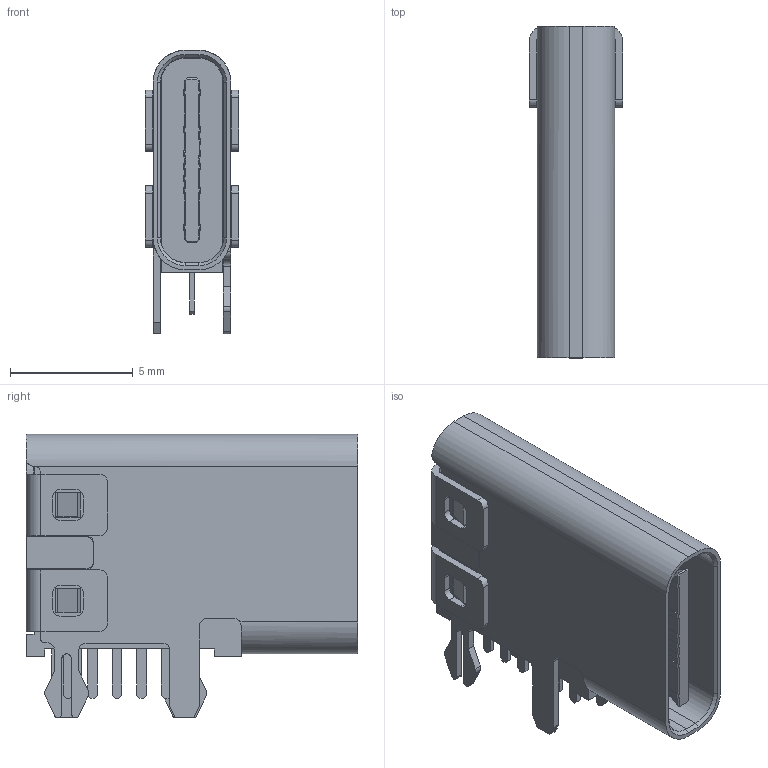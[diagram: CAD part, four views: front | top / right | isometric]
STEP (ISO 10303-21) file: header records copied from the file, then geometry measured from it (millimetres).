
FILE_DESCRIPTION(/* description */ (''),/* implementation_level */ '2;1');
FILE_NAME(/* name */ 'USB_20C_F_60CD.stp',/* time_stamp */ '2025-07-28T20:47:24-07:00',/* author */ ('mmajz'),/* organization */ (''),/* preprocessor_version */ 'ST-DEVELOPER v17',/* originating_system */ 'Autodesk Inventor 2019',/* authorisation */ '');
FILE_SCHEMA (('AUTOMOTIVE_DESIGN { 1 0 10303 214 3 1 1 }'));
Length unit declared in the file: millimetre
Products named in the file (1): USB_20C_F_60CD
Bounding box: 3.8 x 13.5 x 11.54 mm (x, y, z)
Volume: 288.2 mm3; surface area: 974 mm2
Topology: 3 solids, 3 shells, 437 faces, 1175 edges, 750 vertices
Faces by surface type: plane 342, cylinder 91, cone 4
Entity records: 13538 total; most frequent: CARTESIAN_POINT 2409, ORIENTED_EDGE 2350, DIRECTION 2227, EDGE_CURVE 1175, LINE 987, VECTOR 987, VERTEX_POINT 750, AXIS2_PLACEMENT_3D 620
